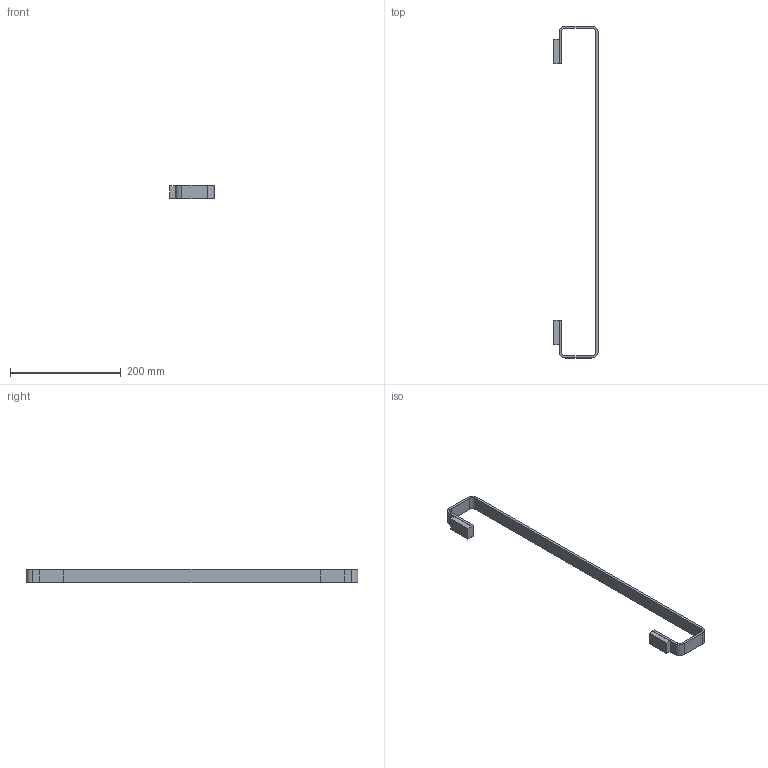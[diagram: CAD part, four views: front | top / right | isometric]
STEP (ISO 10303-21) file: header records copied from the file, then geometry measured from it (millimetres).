
FILE_DESCRIPTION(('CATIA V5 STEP Exchange'),'2;1');
FILE_NAME('2040_20_060-Porta toalhas 60.stp','2024-08-07T21:00:19+00:00',('none'),('none'),'CATIA Version 5 Release 21 GA (IN-10)','CATIA V5 STEP AP203','none');
FILE_SCHEMA(('CONFIG_CONTROL_DESIGN'));
Length unit declared in the file: millimetre
Products named in the file (1): 2040_20_060-Porta toalhas 60
Bounding box: 79.9 x 600 x 24.5 mm (x, y, z)
Volume: 99983.4 mm3; surface area: 50810.2 mm2
Topology: 1 solids, 1 shells, 70 faces, 180 edges, 120 vertices
Faces by surface type: plane 54, cylinder 16
Entity records: 2021 total; most frequent: ORIENTED_EDGE 360, CARTESIAN_POINT 350, DIRECTION 278, EDGE_CURVE 180, VECTOR 148, LINE 148, VERTEX_POINT 120, AXIS2_PLACEMENT_3D 82
